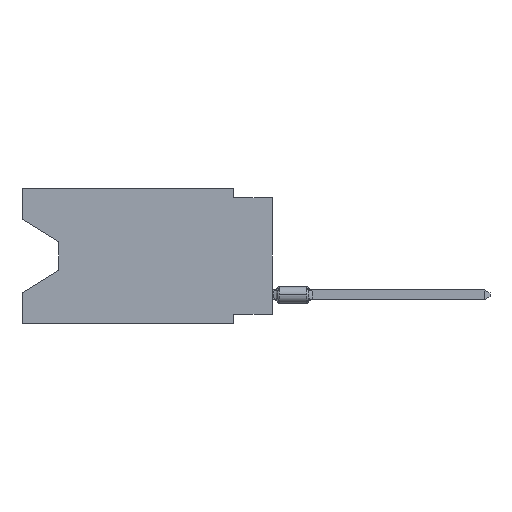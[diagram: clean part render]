
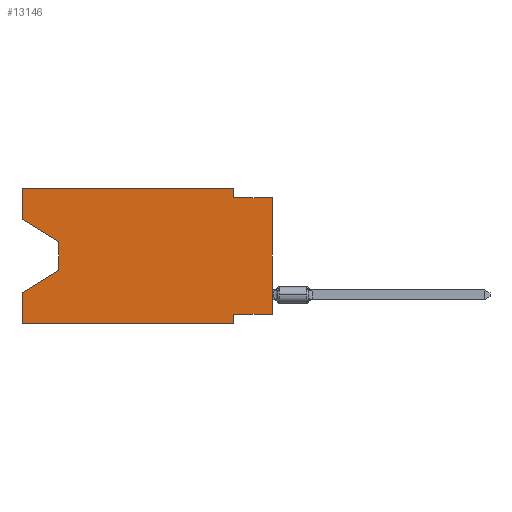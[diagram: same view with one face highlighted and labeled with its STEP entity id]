
A CAD part, left-side view. The second image highlights one B-rep face of the part: STEP entity #13146.
In plain terms, the highlighted planar face has unit normal (-1, 0, 0).
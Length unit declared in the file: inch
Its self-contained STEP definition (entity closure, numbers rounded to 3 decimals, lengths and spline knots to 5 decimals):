
#96 = LINE ( 'NONE', #9524, #1035 ) ;
#181 = ORIENTED_EDGE ( 'NONE', *, *, #10279, .T. ) ;
#528 = ORIENTED_EDGE ( 'NONE', *, *, #14263, .F. ) ;
#1035 = VECTOR ( 'NONE', #6981, 39.37008 ) ;
#1364 = LINE ( 'NONE', #5062, #17749 ) ;
#1787 = VERTEX_POINT ( 'NONE', #2013 ) ;
#1886 = DIRECTION ( 'NONE',  ( 0., -1., 0. ) ) ;
#1968 = VERTEX_POINT ( 'NONE', #2453 ) ;
#2013 = CARTESIAN_POINT ( 'NONE',  ( 0., 0.645, -0.35 ) ) ;
#2431 = AXIS2_PLACEMENT_3D ( 'NONE', #3972, #2618, #8134 ) ;
#2453 = CARTESIAN_POINT ( 'NONE',  ( 0., 0.645, 0. ) ) ;
#2591 = VERTEX_POINT ( 'NONE', #4596 ) ;
#2618 = DIRECTION ( 'NONE',  ( 1., 0., 0. ) ) ;
#2636 = LINE ( 'NONE', #16400, #11106 ) ;
#2750 = CARTESIAN_POINT ( 'NONE',  ( 0., 0., -0.025 ) ) ;
#2892 = LINE ( 'NONE', #8138, #16889 ) ;
#3127 = VERTEX_POINT ( 'NONE', #12141 ) ;
#3515 = VERTEX_POINT ( 'NONE', #3877 ) ;
#3532 = DIRECTION ( 'NONE',  ( 0., 0., -1. ) ) ;
#3599 = EDGE_CURVE ( 'NONE', #11756, #13211, #8327, .T. ) ;
#3756 = DIRECTION ( 'NONE',  ( 0., -1., 0. ) ) ;
#3877 = CARTESIAN_POINT ( 'NONE',  ( 0., 0., -0.025 ) ) ;
#3885 = EDGE_CURVE ( 'NONE', #2591, #4728, #2892, .T. ) ;
#3972 = CARTESIAN_POINT ( 'NONE',  ( 0., 0.645, 0. ) ) ;
#3996 = DIRECTION ( 'NONE',  ( 0., 1., 0. ) ) ;
#4416 = ORIENTED_EDGE ( 'NONE', *, *, #9583, .F. ) ;
#4432 = CARTESIAN_POINT ( 'NONE',  ( 0., 0.645, 0. ) ) ;
#4438 = VERTEX_POINT ( 'NONE', #11982 ) ;
#4524 = VECTOR ( 'NONE', #1886, 39.37008 ) ;
#4596 = CARTESIAN_POINT ( 'NONE',  ( 0., 0.1, -0.325 ) ) ;
#4728 = VERTEX_POINT ( 'NONE', #14322 ) ;
#5062 = CARTESIAN_POINT ( 'NONE',  ( 0., 0., 0. ) ) ;
#5260 = ORIENTED_EDGE ( 'NONE', *, *, #17327, .T. ) ;
#5694 = DIRECTION ( 'NONE',  ( 0., 0., -1. ) ) ;
#5801 = CARTESIAN_POINT ( 'NONE',  ( 0., 0.1, 0. ) ) ;
#6071 = CARTESIAN_POINT ( 'NONE',  ( 0., 0.55, -0.138 ) ) ;
#6259 = VECTOR ( 'NONE', #3756, 39.37008 ) ;
#6515 = DIRECTION ( 'NONE',  ( 0., 0., 1. ) ) ;
#6699 = EDGE_CURVE ( 'NONE', #1968, #8902, #7234, .T. ) ;
#6981 = DIRECTION ( 'NONE',  ( 0., 0., 1. ) ) ;
#7234 = LINE ( 'NONE', #8412, #4524 ) ;
#7348 = VECTOR ( 'NONE', #13646, 39.37008 ) ;
#7410 = EDGE_CURVE ( 'NONE', #1787, #13211, #96, .T. ) ;
#7427 = VECTOR ( 'NONE', #12489, 39.37008 ) ;
#7703 = LINE ( 'NONE', #6071, #14364 ) ;
#7704 = EDGE_CURVE ( 'NONE', #9067, #3515, #17692, .T. ) ;
#7849 = ORIENTED_EDGE ( 'NONE', *, *, #9653, .T. ) ;
#8032 = VECTOR ( 'NONE', #11257, 39.37008 ) ;
#8110 = ORIENTED_EDGE ( 'NONE', *, *, #7410, .F. ) ;
#8134 = DIRECTION ( 'NONE',  ( 0., 0., -1. ) ) ;
#8138 = CARTESIAN_POINT ( 'NONE',  ( 0., 0.1, -0.35 ) ) ;
#8141 = CARTESIAN_POINT ( 'NONE',  ( 0., 0.55, -0.212 ) ) ;
#8310 = ORIENTED_EDGE ( 'NONE', *, *, #17617, .F. ) ;
#8327 = LINE ( 'NONE', #8141, #7348 ) ;
#8412 = CARTESIAN_POINT ( 'NONE',  ( 0., 0.645, 0. ) ) ;
#8902 = VERTEX_POINT ( 'NONE', #13166 ) ;
#8960 = CARTESIAN_POINT ( 'NONE',  ( 0., 0., -0.325 ) ) ;
#9067 = VERTEX_POINT ( 'NONE', #12250 ) ;
#9524 = CARTESIAN_POINT ( 'NONE',  ( 0., 0.645, 0. ) ) ;
#9583 = EDGE_CURVE ( 'NONE', #8902, #9067, #12581, .T. ) ;
#9653 = EDGE_CURVE ( 'NONE', #3127, #11756, #7703, .T. ) ;
#9834 = PLANE ( 'NONE',  #2431 ) ;
#10279 = EDGE_CURVE ( 'NONE', #1787, #4728, #15516, .T. ) ;
#10608 = ORIENTED_EDGE ( 'NONE', *, *, #7704, .F. ) ;
#11047 = EDGE_CURVE ( 'NONE', #12707, #3515, #1364, .T. ) ;
#11106 = VECTOR ( 'NONE', #3996, 39.37008 ) ;
#11228 = DIRECTION ( 'NONE',  ( 0., 0., 1. ) ) ;
#11257 = DIRECTION ( 'NONE',  ( 0., -1., 0. ) ) ;
#11756 = VERTEX_POINT ( 'NONE', #16004 ) ;
#11790 = CARTESIAN_POINT ( 'NONE',  ( 0., 0.645, -0.08025 ) ) ;
#11951 = ORIENTED_EDGE ( 'NONE', *, *, #3885, .F. ) ;
#11982 = CARTESIAN_POINT ( 'NONE',  ( 0., 0.645, -0.08025 ) ) ;
#12053 = DIRECTION ( 'NONE',  ( 0., -0.855, -0.519 ) ) ;
#12141 = CARTESIAN_POINT ( 'NONE',  ( 0., 0.55, -0.138 ) ) ;
#12250 = CARTESIAN_POINT ( 'NONE',  ( 0., 0.1, -0.025 ) ) ;
#12489 = DIRECTION ( 'NONE',  ( 0., 0., -1. ) ) ;
#12578 = LINE ( 'NONE', #4432, #17480 ) ;
#12581 = LINE ( 'NONE', #5801, #7427 ) ;
#12707 = VERTEX_POINT ( 'NONE', #8960 ) ;
#12731 = CARTESIAN_POINT ( 'NONE',  ( 0., 0.645, -0.26975 ) ) ;
#13144 = VECTOR ( 'NONE', #12053, 39.37008 ) ;
#13146 = ADVANCED_FACE ( 'NONE', ( #15181 ), #9834, .F. ) ;
#13148 = EDGE_LOOP ( 'NONE', ( #5260, #7849, #13595, #8110, #181, #11951, #528, #17598, #10608, #4416, #17512, #8310 ) ) ;
#13166 = CARTESIAN_POINT ( 'NONE',  ( 0., 0.1, 0. ) ) ;
#13211 = VERTEX_POINT ( 'NONE', #12731 ) ;
#13595 = ORIENTED_EDGE ( 'NONE', *, *, #3599, .T. ) ;
#13646 = DIRECTION ( 'NONE',  ( 0., 0.855, -0.519 ) ) ;
#14263 = EDGE_CURVE ( 'NONE', #12707, #2591, #2636, .T. ) ;
#14322 = CARTESIAN_POINT ( 'NONE',  ( 0., 0.1, -0.35 ) ) ;
#14364 = VECTOR ( 'NONE', #3532, 39.37008 ) ;
#15181 = FACE_OUTER_BOUND ( 'NONE', #13148, .T. ) ;
#15339 = CARTESIAN_POINT ( 'NONE',  ( 0., 0.645, -0.35 ) ) ;
#15516 = LINE ( 'NONE', #15339, #8032 ) ;
#15677 = LINE ( 'NONE', #11790, #13144 ) ;
#16004 = CARTESIAN_POINT ( 'NONE',  ( 0., 0.55, -0.212 ) ) ;
#16400 = CARTESIAN_POINT ( 'NONE',  ( 0., 0., -0.325 ) ) ;
#16889 = VECTOR ( 'NONE', #5694, 39.37008 ) ;
#17327 = EDGE_CURVE ( 'NONE', #4438, #3127, #15677, .T. ) ;
#17480 = VECTOR ( 'NONE', #11228, 39.37008 ) ;
#17512 = ORIENTED_EDGE ( 'NONE', *, *, #6699, .F. ) ;
#17598 = ORIENTED_EDGE ( 'NONE', *, *, #11047, .T. ) ;
#17617 = EDGE_CURVE ( 'NONE', #4438, #1968, #12578, .T. ) ;
#17692 = LINE ( 'NONE', #2750, #6259 ) ;
#17749 = VECTOR ( 'NONE', #6515, 39.37008 ) ;
